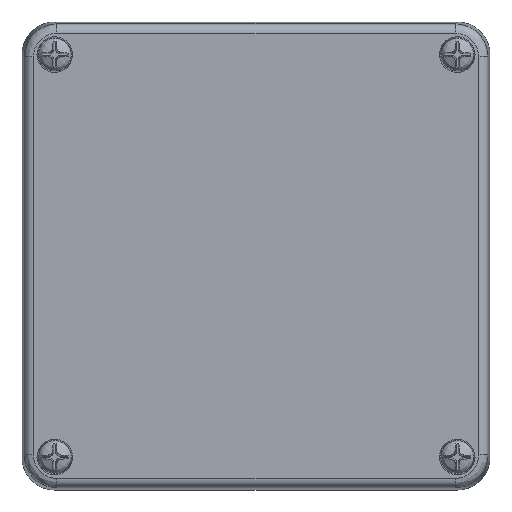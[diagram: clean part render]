
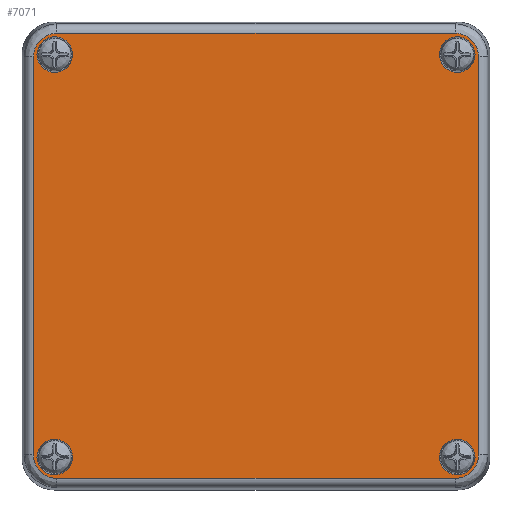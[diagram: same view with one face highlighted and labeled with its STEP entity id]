
A CAD part, top view. The second image highlights one B-rep face of the part: STEP entity #7071.
In plain terms, the highlighted face is planar.
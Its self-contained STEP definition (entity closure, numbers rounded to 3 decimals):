
#6581=CARTESIAN_POINT('',(47.549,42.551,-10.0));
#6582=VERTEX_POINT('',#6581);
#6583=CARTESIAN_POINT('',(42.551,47.548,-10.));
#6584=VERTEX_POINT('',#6583);
#6585=CARTESIAN_POINT('',(42.551,47.546,-10.0));
#6586=CARTESIAN_POINT('',(42.979,47.547,-10.0));
#6587=CARTESIAN_POINT('',(43.407,47.494,-10.0));
#6588=CARTESIAN_POINT('',(43.821,47.386,-10.0));
#6589=CARTESIAN_POINT('',(44.871,47.11,-10.0));
#6590=CARTESIAN_POINT('',(45.826,46.481,-10.0));
#6591=CARTESIAN_POINT('',(46.493,45.624,-10.0));
#6592=CARTESIAN_POINT('',(46.911,45.089,-10.0));
#6593=CARTESIAN_POINT('',(47.217,44.467,-10.0));
#6594=CARTESIAN_POINT('',(47.388,43.81,-10.0));
#6595=CARTESIAN_POINT('',(47.495,43.4,-10.0));
#6596=CARTESIAN_POINT('',(47.549,42.975,-10.0));
#6597=CARTESIAN_POINT('',(47.549,42.551,-10.0));
#6598=B_SPLINE_CURVE_WITH_KNOTS('',3,(#6585,#6586,#6587,#6588,#6589,#6590,#6591,#6592,#6593,#6594,#6595,#6596,#6597),.UNSPECIFIED.,.F.,.U.,(4,3,3,3,4),(0.0,0.163,0.578,0.838,1.0),.UNSPECIFIED.);
#6599=EDGE_CURVE('',#6582,#6584,#6598,.F.);
#6719=CARTESIAN_POINT('',(42.551,-47.548,-10.));
#6720=VERTEX_POINT('',#6719);
#6728=CARTESIAN_POINT('',(47.549,-42.551,-10.0));
#6729=VERTEX_POINT('',#6728);
#6730=CARTESIAN_POINT('',(47.549,-42.551,-10.0));
#6731=CARTESIAN_POINT('',(47.549,-42.975,-10.0));
#6732=CARTESIAN_POINT('',(47.495,-43.4,-10.0));
#6733=CARTESIAN_POINT('',(47.388,-43.81,-10.0));
#6734=CARTESIAN_POINT('',(47.217,-44.467,-10.0));
#6735=CARTESIAN_POINT('',(46.911,-45.089,-10.0));
#6736=CARTESIAN_POINT('',(46.493,-45.624,-10.0));
#6737=CARTESIAN_POINT('',(45.826,-46.481,-10.0));
#6738=CARTESIAN_POINT('',(44.871,-47.11,-10.0));
#6739=CARTESIAN_POINT('',(43.821,-47.386,-10.0));
#6740=CARTESIAN_POINT('',(43.407,-47.494,-10.0));
#6741=CARTESIAN_POINT('',(42.979,-47.547,-10.0));
#6742=CARTESIAN_POINT('',(42.551,-47.546,-10.0));
#6743=B_SPLINE_CURVE_WITH_KNOTS('',3,(#6730,#6731,#6732,#6733,#6734,#6735,#6736,#6737,#6738,#6739,#6740,#6741,#6742),.UNSPECIFIED.,.F.,.U.,(4,3,3,3,4),(0.0,0.162,0.422,0.837,1.0),.UNSPECIFIED.);
#6744=EDGE_CURVE('',#6720,#6729,#6743,.F.);
#6817=CARTESIAN_POINT('',(-42.551,47.549,-10.0));
#6818=VERTEX_POINT('',#6817);
#6819=CARTESIAN_POINT('',(-47.548,42.551,-10.));
#6820=VERTEX_POINT('',#6819);
#6821=CARTESIAN_POINT('',(-47.546,42.551,-10.0));
#6822=CARTESIAN_POINT('',(-47.547,42.979,-10.0));
#6823=CARTESIAN_POINT('',(-47.494,43.407,-10.0));
#6824=CARTESIAN_POINT('',(-47.386,43.821,-10.0));
#6825=CARTESIAN_POINT('',(-47.11,44.871,-10.0));
#6826=CARTESIAN_POINT('',(-46.481,45.826,-10.0));
#6827=CARTESIAN_POINT('',(-45.624,46.493,-10.0));
#6828=CARTESIAN_POINT('',(-45.089,46.911,-10.0));
#6829=CARTESIAN_POINT('',(-44.467,47.217,-10.0));
#6830=CARTESIAN_POINT('',(-43.81,47.388,-10.0));
#6831=CARTESIAN_POINT('',(-43.4,47.495,-10.0));
#6832=CARTESIAN_POINT('',(-42.975,47.549,-10.0));
#6833=CARTESIAN_POINT('',(-42.551,47.549,-10.0));
#6834=B_SPLINE_CURVE_WITH_KNOTS('',3,(#6821,#6822,#6823,#6824,#6825,#6826,#6827,#6828,#6829,#6830,#6831,#6832,#6833),.UNSPECIFIED.,.F.,.U.,(4,3,3,3,4),(0.0,0.163,0.578,0.838,1.0),.UNSPECIFIED.);
#6835=EDGE_CURVE('',#6818,#6820,#6834,.F.);
#6955=CARTESIAN_POINT('',(-47.548,-42.551,-10.));
#6956=VERTEX_POINT('',#6955);
#6964=CARTESIAN_POINT('',(-42.551,-47.549,-10.0));
#6965=VERTEX_POINT('',#6964);
#6966=CARTESIAN_POINT('',(-42.551,-47.549,-10.0));
#6967=CARTESIAN_POINT('',(-42.975,-47.549,-10.0));
#6968=CARTESIAN_POINT('',(-43.4,-47.495,-10.0));
#6969=CARTESIAN_POINT('',(-43.81,-47.388,-10.0));
#6970=CARTESIAN_POINT('',(-44.467,-47.217,-10.0));
#6971=CARTESIAN_POINT('',(-45.089,-46.911,-10.0));
#6972=CARTESIAN_POINT('',(-45.624,-46.493,-10.0));
#6973=CARTESIAN_POINT('',(-46.481,-45.826,-10.0));
#6974=CARTESIAN_POINT('',(-47.11,-44.871,-10.0));
#6975=CARTESIAN_POINT('',(-47.386,-43.821,-10.0));
#6976=CARTESIAN_POINT('',(-47.494,-43.407,-10.0));
#6977=CARTESIAN_POINT('',(-47.547,-42.979,-10.0));
#6978=CARTESIAN_POINT('',(-47.546,-42.551,-10.0));
#6979=B_SPLINE_CURVE_WITH_KNOTS('',3,(#6966,#6967,#6968,#6969,#6970,#6971,#6972,#6973,#6974,#6975,#6976,#6977,#6978),.UNSPECIFIED.,.F.,.U.,(4,3,3,3,4),(0.0,0.162,0.422,0.837,1.0),.UNSPECIFIED.);
#6980=EDGE_CURVE('',#6956,#6965,#6979,.F.);
#6992=CARTESIAN_POINT('',(0.,-47.549,-10.0));
#6993=DIRECTION('',(0.0,0.0,-1.0));
#6994=DIRECTION('',(-1.0,0.0,0.0));
#6995=AXIS2_PLACEMENT_3D('',#6992,#6993,#6994);
#6996=PLANE('',#6995);
#6997=ORIENTED_EDGE('',*,*,#6599,.F.);
#6998=CARTESIAN_POINT('',(47.549,-42.551,-10.0));
#6999=DIRECTION('',(0.0,1.0,0.0));
#7000=VECTOR('',#6999,85.102);
#7001=LINE('',#6998,#7000);
#7002=EDGE_CURVE('',#6582,#6729,#7001,.F.);
#7003=ORIENTED_EDGE('',*,*,#7002,.T.);
#7004=ORIENTED_EDGE('',*,*,#6744,.F.);
#7005=CARTESIAN_POINT('',(-42.551,-47.549,-10.0));
#7006=DIRECTION('',(1.0,0.0,0.0));
#7007=VECTOR('',#7006,85.102);
#7008=LINE('',#7005,#7007);
#7009=EDGE_CURVE('',#6720,#6965,#7008,.F.);
#7010=ORIENTED_EDGE('',*,*,#7009,.T.);
#7011=ORIENTED_EDGE('',*,*,#6980,.F.);
#7012=CARTESIAN_POINT('',(-47.549,42.551,-10.0));
#7013=DIRECTION('',(0.0,-1.0,0.0));
#7014=VECTOR('',#7013,85.102);
#7015=LINE('',#7012,#7014);
#7016=EDGE_CURVE('',#6956,#6820,#7015,.F.);
#7017=ORIENTED_EDGE('',*,*,#7016,.T.);
#7018=ORIENTED_EDGE('',*,*,#6835,.F.);
#7019=CARTESIAN_POINT('',(42.551,47.549,-10.0));
#7020=DIRECTION('',(-1.0,0.0,0.0));
#7021=VECTOR('',#7020,85.102);
#7022=LINE('',#7019,#7021);
#7023=EDGE_CURVE('',#6818,#6584,#7022,.F.);
#7024=ORIENTED_EDGE('',*,*,#7023,.T.);
#7025=EDGE_LOOP('',(#6997,#7003,#7004,#7010,#7011,#7017,#7018,#7024));
#7026=FACE_OUTER_BOUND('',#7025,.T.);
#7027=CARTESIAN_POINT('',(39.2,43.0,-10.0));
#7028=VERTEX_POINT('',#7027);
#7029=CARTESIAN_POINT('',(43.0,43.,-10.0));
#7030=DIRECTION('',(0.0,0.0,1.0));
#7031=DIRECTION('',(-1.0,0.0,0.0));
#7032=AXIS2_PLACEMENT_3D('',#7029,#7030,#7031);
#7033=CIRCLE('',#7032,3.8);
#7034=EDGE_CURVE('',#7028,#7028,#7033,.F.);
#7035=ORIENTED_EDGE('',*,*,#7034,.F.);
#7036=EDGE_LOOP('',(#7035));
#7037=FACE_BOUND('',#7036,.T.);
#7038=CARTESIAN_POINT('',(-46.8,43.0,-10.0));
#7039=VERTEX_POINT('',#7038);
#7040=CARTESIAN_POINT('',(-43.0,43.,-10.0));
#7041=DIRECTION('',(0.0,0.0,1.0));
#7042=DIRECTION('',(-1.0,0.0,0.0));
#7043=AXIS2_PLACEMENT_3D('',#7040,#7041,#7042);
#7044=CIRCLE('',#7043,3.8);
#7045=EDGE_CURVE('',#7039,#7039,#7044,.F.);
#7046=ORIENTED_EDGE('',*,*,#7045,.F.);
#7047=EDGE_LOOP('',(#7046));
#7048=FACE_BOUND('',#7047,.T.);
#7049=CARTESIAN_POINT('',(39.2,-43.0,-10.0));
#7050=VERTEX_POINT('',#7049);
#7051=CARTESIAN_POINT('',(43.0,-43.0,-10.0));
#7052=DIRECTION('',(0.0,0.0,1.0));
#7053=DIRECTION('',(-1.0,0.0,0.0));
#7054=AXIS2_PLACEMENT_3D('',#7051,#7052,#7053);
#7055=CIRCLE('',#7054,3.8);
#7056=EDGE_CURVE('',#7050,#7050,#7055,.F.);
#7057=ORIENTED_EDGE('',*,*,#7056,.F.);
#7058=EDGE_LOOP('',(#7057));
#7059=FACE_BOUND('',#7058,.T.);
#7060=CARTESIAN_POINT('',(-46.8,-43.0,-10.0));
#7061=VERTEX_POINT('',#7060);
#7062=CARTESIAN_POINT('',(-43.0,-43.0,-10.0));
#7063=DIRECTION('',(0.0,0.0,1.0));
#7064=DIRECTION('',(-1.0,0.0,0.0));
#7065=AXIS2_PLACEMENT_3D('',#7062,#7063,#7064);
#7066=CIRCLE('',#7065,3.8);
#7067=EDGE_CURVE('',#7061,#7061,#7066,.F.);
#7068=ORIENTED_EDGE('',*,*,#7067,.F.);
#7069=EDGE_LOOP('',(#7068));
#7070=FACE_BOUND('',#7069,.T.);
#7071=ADVANCED_FACE('',(#7026,#7037,#7048,#7059,#7070),#6996,.T.);
